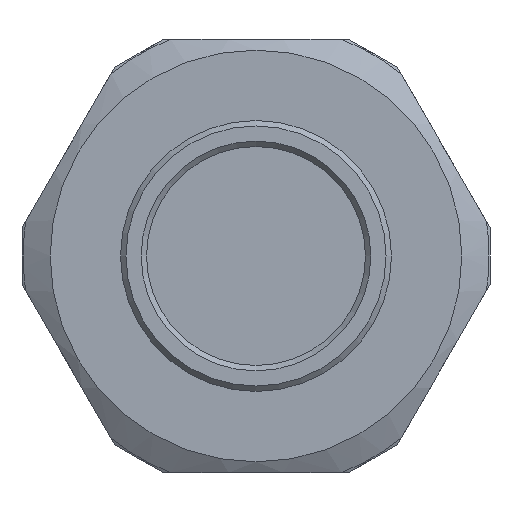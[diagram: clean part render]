
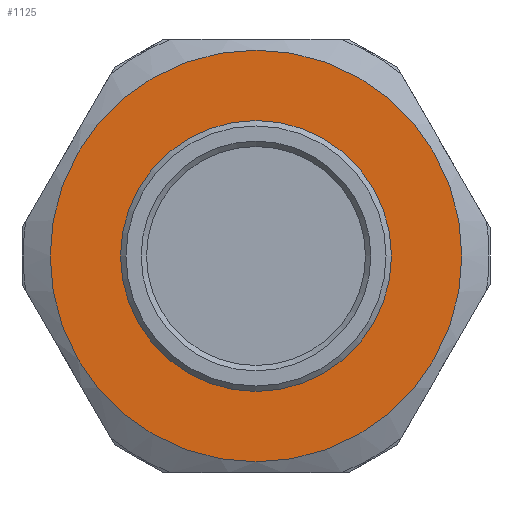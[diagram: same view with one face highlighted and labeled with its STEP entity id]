
A CAD part, front view. The second image highlights one B-rep face of the part: STEP entity #1125.
In plain terms, the highlighted planar face has unit normal (0, -1, 0).
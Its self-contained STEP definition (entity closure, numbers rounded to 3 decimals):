
#217=FACE_BOUND('',#311,.T.);
#243=FACE_OUTER_BOUND('',#310,.T.);
#310=EDGE_LOOP('',(#768));
#311=EDGE_LOOP('',(#769));
#383=CIRCLE('',#1239,12.);
#384=CIRCLE('',#1241,19.);
#441=VERTEX_POINT('',#1720);
#442=VERTEX_POINT('',#1724);
#565=EDGE_CURVE('',#441,#441,#383,.T.);
#567=EDGE_CURVE('',#442,#442,#384,.T.);
#768=ORIENTED_EDGE('',*,*,#567,.F.);
#769=ORIENTED_EDGE('',*,*,#565,.T.);
#1011=PLANE('',#1240);
#1125=ADVANCED_FACE('',(#243,#217),#1011,.T.);
#1239=AXIS2_PLACEMENT_3D('',#1721,#1417,#1418);
#1240=AXIS2_PLACEMENT_3D('',#1723,#1420,#1421);
#1241=AXIS2_PLACEMENT_3D('',#1725,#1422,#1423);
#1417=DIRECTION('center_axis',(0.,1.,0.));
#1418=DIRECTION('ref_axis',(1.,0.,0.));
#1420=DIRECTION('center_axis',(0.,-1.,0.));
#1421=DIRECTION('ref_axis',(0.,0.,-1.));
#1422=DIRECTION('center_axis',(0.,1.,0.));
#1423=DIRECTION('ref_axis',(1.,0.,0.));
#1720=CARTESIAN_POINT('',(203.569,18.313,257.202));
#1721=CARTESIAN_POINT('Origin',(191.569,18.313,257.202));
#1723=CARTESIAN_POINT('Origin',(172.569,18.313,257.202));
#1724=CARTESIAN_POINT('',(210.569,18.313,257.202));
#1725=CARTESIAN_POINT('Origin',(191.569,18.313,257.202));
